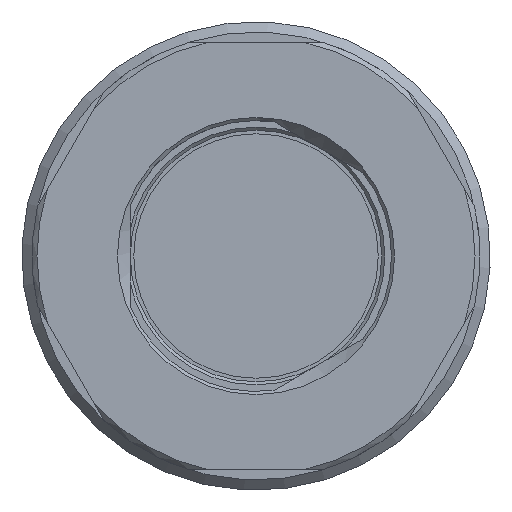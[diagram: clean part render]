
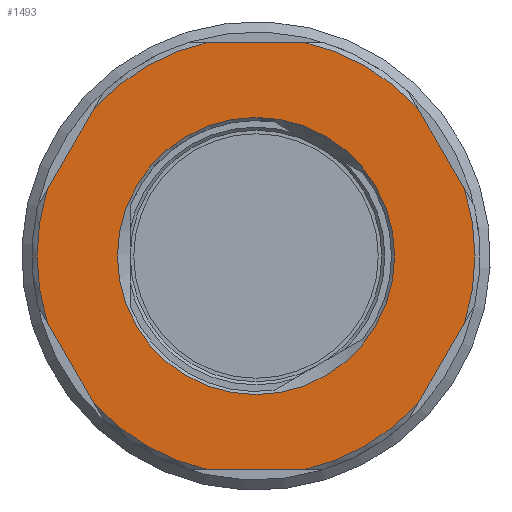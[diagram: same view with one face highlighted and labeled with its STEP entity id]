
A CAD part, left-side view. The second image highlights one B-rep face of the part: STEP entity #1493.
In plain terms, the highlighted planar face has unit normal (-1, 0, 0).
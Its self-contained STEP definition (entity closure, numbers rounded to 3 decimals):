
#186=FACE_BOUND('',#369,.T.);
#208=PLANE('',#1670);
#274=FACE_OUTER_BOUND('',#368,.T.);
#368=EDGE_LOOP('',(#1243,#1244,#1245,#1246,#1247,#1248,#1249,#1250,#1251,
#1252,#1253,#1254));
#369=EDGE_LOOP('',(#1255,#1256));
#438=LINE('',#2503,#502);
#439=LINE('',#2507,#503);
#440=LINE('',#2511,#504);
#441=LINE('',#2515,#505);
#442=LINE('',#2519,#506);
#443=LINE('',#2523,#507);
#502=VECTOR('',#2025,10.);
#503=VECTOR('',#2028,10.);
#504=VECTOR('',#2031,10.);
#505=VECTOR('',#2034,10.);
#506=VECTOR('',#2037,10.);
#507=VECTOR('',#2040,10.);
#590=CIRCLE('',#1653,6.8);
#591=CIRCLE('',#1654,6.8);
#599=CIRCLE('',#1671,10.75);
#600=CIRCLE('',#1672,10.75);
#601=CIRCLE('',#1673,10.75);
#602=CIRCLE('',#1674,10.75);
#603=CIRCLE('',#1675,10.75);
#604=CIRCLE('',#1676,10.75);
#705=VERTEX_POINT('',#2461);
#706=VERTEX_POINT('',#2463);
#716=VERTEX_POINT('',#2501);
#717=VERTEX_POINT('',#2502);
#718=VERTEX_POINT('',#2504);
#719=VERTEX_POINT('',#2506);
#720=VERTEX_POINT('',#2508);
#721=VERTEX_POINT('',#2510);
#722=VERTEX_POINT('',#2512);
#723=VERTEX_POINT('',#2514);
#724=VERTEX_POINT('',#2516);
#725=VERTEX_POINT('',#2518);
#726=VERTEX_POINT('',#2520);
#727=VERTEX_POINT('',#2522);
#885=EDGE_CURVE('',#706,#705,#590,.T.);
#886=EDGE_CURVE('',#705,#706,#591,.T.);
#904=EDGE_CURVE('',#716,#717,#438,.T.);
#905=EDGE_CURVE('',#718,#717,#599,.T.);
#906=EDGE_CURVE('',#718,#719,#439,.T.);
#907=EDGE_CURVE('',#720,#719,#600,.T.);
#908=EDGE_CURVE('',#720,#721,#440,.T.);
#909=EDGE_CURVE('',#722,#721,#601,.T.);
#910=EDGE_CURVE('',#722,#723,#441,.T.);
#911=EDGE_CURVE('',#724,#723,#602,.T.);
#912=EDGE_CURVE('',#724,#725,#442,.T.);
#913=EDGE_CURVE('',#726,#725,#603,.T.);
#914=EDGE_CURVE('',#726,#727,#443,.T.);
#915=EDGE_CURVE('',#716,#727,#604,.T.);
#1243=ORIENTED_EDGE('',*,*,#904,.T.);
#1244=ORIENTED_EDGE('',*,*,#905,.F.);
#1245=ORIENTED_EDGE('',*,*,#906,.T.);
#1246=ORIENTED_EDGE('',*,*,#907,.F.);
#1247=ORIENTED_EDGE('',*,*,#908,.T.);
#1248=ORIENTED_EDGE('',*,*,#909,.F.);
#1249=ORIENTED_EDGE('',*,*,#910,.T.);
#1250=ORIENTED_EDGE('',*,*,#911,.F.);
#1251=ORIENTED_EDGE('',*,*,#912,.T.);
#1252=ORIENTED_EDGE('',*,*,#913,.F.);
#1253=ORIENTED_EDGE('',*,*,#914,.T.);
#1254=ORIENTED_EDGE('',*,*,#915,.F.);
#1255=ORIENTED_EDGE('',*,*,#885,.T.);
#1256=ORIENTED_EDGE('',*,*,#886,.T.);
#1493=ADVANCED_FACE('',(#274,#186),#208,.T.);
#1653=AXIS2_PLACEMENT_3D('',#2464,#1979,#1980);
#1654=AXIS2_PLACEMENT_3D('',#2465,#1981,#1982);
#1670=AXIS2_PLACEMENT_3D('',#2500,#2023,#2024);
#1671=AXIS2_PLACEMENT_3D('',#2505,#2026,#2027);
#1672=AXIS2_PLACEMENT_3D('',#2509,#2029,#2030);
#1673=AXIS2_PLACEMENT_3D('',#2513,#2032,#2033);
#1674=AXIS2_PLACEMENT_3D('',#2517,#2035,#2036);
#1675=AXIS2_PLACEMENT_3D('',#2521,#2038,#2039);
#1676=AXIS2_PLACEMENT_3D('',#2524,#2041,#2042);
#1979=DIRECTION('center_axis',(1.,0.,0.));
#1980=DIRECTION('ref_axis',(0.,0.,-1.));
#1981=DIRECTION('center_axis',(1.,0.,0.));
#1982=DIRECTION('ref_axis',(0.,0.,-1.));
#2023=DIRECTION('center_axis',(-1.,0.,0.));
#2024=DIRECTION('ref_axis',(0.,0.,1.));
#2025=DIRECTION('',(0.,-0.5,-0.866));
#2026=DIRECTION('center_axis',(1.,0.,0.));
#2027=DIRECTION('ref_axis',(0.,-1.,0.));
#2028=DIRECTION('',(0.,-1.,0.));
#2029=DIRECTION('center_axis',(1.,0.,0.));
#2030=DIRECTION('ref_axis',(0.,-1.,0.));
#2031=DIRECTION('',(0.,-0.5,0.866));
#2032=DIRECTION('center_axis',(1.,0.,0.));
#2033=DIRECTION('ref_axis',(0.,-1.,0.));
#2034=DIRECTION('',(0.,0.5,0.866));
#2035=DIRECTION('center_axis',(1.,0.,0.));
#2036=DIRECTION('ref_axis',(0.,-1.,0.));
#2037=DIRECTION('',(0.,1.,0.));
#2038=DIRECTION('center_axis',(1.,0.,0.));
#2039=DIRECTION('ref_axis',(0.,-1.,0.));
#2040=DIRECTION('',(0.,0.5,-0.866));
#2041=DIRECTION('center_axis',(1.,0.,0.));
#2042=DIRECTION('ref_axis',(0.,-1.,0.));
#2461=CARTESIAN_POINT('',(0.,0.,6.8));
#2463=CARTESIAN_POINT('',(0.,0.,-6.8));
#2464=CARTESIAN_POINT('Origin',(0.,0.,0.));
#2465=CARTESIAN_POINT('Origin',(0.,0.,0.));
#2500=CARTESIAN_POINT('Origin',(0.,0.,0.));
#2501=CARTESIAN_POINT('',(0.,10.246,-3.254));
#2502=CARTESIAN_POINT('',(0.,7.941,-7.246));
#2503=CARTESIAN_POINT('',(0.,10.609,-2.625));
#2504=CARTESIAN_POINT('',(0.,2.305,-10.5));
#2505=CARTESIAN_POINT('Origin',(0.,0.,0.));
#2506=CARTESIAN_POINT('',(0.,-2.305,-10.5));
#2507=CARTESIAN_POINT('',(0.,3.031,-10.5));
#2508=CARTESIAN_POINT('',(0.,-7.941,-7.246));
#2509=CARTESIAN_POINT('Origin',(0.,0.,0.));
#2510=CARTESIAN_POINT('',(0.,-10.246,-3.254));
#2511=CARTESIAN_POINT('',(0.,-7.578,-7.875));
#2512=CARTESIAN_POINT('',(0.,-10.246,3.254));
#2513=CARTESIAN_POINT('Origin',(0.,0.,0.));
#2514=CARTESIAN_POINT('',(0.,-7.941,7.246));
#2515=CARTESIAN_POINT('',(0.,-10.609,2.625));
#2516=CARTESIAN_POINT('',(0.,-2.305,10.5));
#2517=CARTESIAN_POINT('Origin',(0.,0.,0.));
#2518=CARTESIAN_POINT('',(0.,2.305,10.5));
#2519=CARTESIAN_POINT('',(0.,-3.031,10.5));
#2520=CARTESIAN_POINT('',(0.,7.941,7.246));
#2521=CARTESIAN_POINT('Origin',(0.,0.,0.));
#2522=CARTESIAN_POINT('',(0.,10.246,3.254));
#2523=CARTESIAN_POINT('',(0.,7.578,7.875));
#2524=CARTESIAN_POINT('Origin',(0.,0.,0.));
